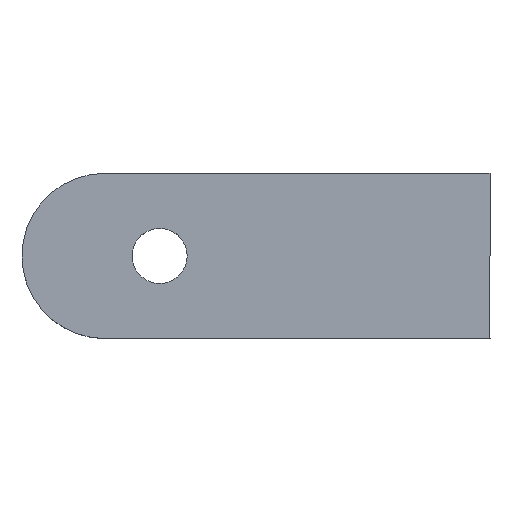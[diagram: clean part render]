
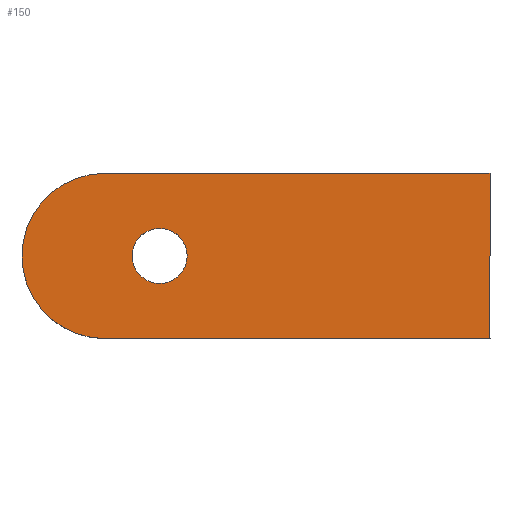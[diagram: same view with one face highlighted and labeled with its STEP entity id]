
A CAD part, top view. The second image highlights one B-rep face of the part: STEP entity #150.
In plain terms, the highlighted planar face has unit normal (0, 0, 1).
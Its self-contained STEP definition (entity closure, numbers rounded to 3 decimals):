
#2 = DIRECTION ( 'NONE',  ( 0., 0., 1. ) ) ;
#9 = EDGE_CURVE ( 'NONE', #270, #133, #292, .T. ) ;
#10 = VERTEX_POINT ( 'NONE', #290 ) ;
#24 = CIRCLE ( 'NONE', #87, 5. ) ;
#25 = EDGE_CURVE ( 'NONE', #198, #270, #240, .T. ) ;
#35 = CARTESIAN_POINT ( 'NONE',  ( -30., -15., 10. ) ) ;
#54 = CARTESIAN_POINT ( 'NONE',  ( -30., 0., 10. ) ) ;
#55 = DIRECTION ( 'NONE',  ( -1., 0., 0. ) ) ;
#58 = EDGE_CURVE ( 'NONE', #296, #184, #94, .T. ) ;
#63 = EDGE_CURVE ( 'NONE', #133, #296, #216, .T. ) ;
#64 = AXIS2_PLACEMENT_3D ( 'NONE', #275, #304, #206 ) ;
#72 = EDGE_CURVE ( 'NONE', #10, #215, #24, .T. ) ;
#77 = EDGE_CURVE ( 'NONE', #184, #198, #135, .T. ) ;
#83 = CARTESIAN_POINT ( 'NONE',  ( 40., 15., 10. ) ) ;
#86 = CARTESIAN_POINT ( 'NONE',  ( -30., 0., 10. ) ) ;
#87 = AXIS2_PLACEMENT_3D ( 'NONE', #164, #2, #167 ) ;
#93 = EDGE_LOOP ( 'NONE', ( #236, #288, #188, #293, #210 ) ) ;
#94 = LINE ( 'NONE', #145, #202 ) ;
#103 = ORIENTED_EDGE ( 'NONE', *, *, #72, .F. ) ;
#112 = PLANE ( 'NONE',  #132 ) ;
#118 = CARTESIAN_POINT ( 'NONE',  ( 40., -15., 10. ) ) ;
#123 = DIRECTION ( 'NONE',  ( 0., 1., 0. ) ) ;
#130 = AXIS2_PLACEMENT_3D ( 'NONE', #287, #265, #192 ) ;
#132 = AXIS2_PLACEMENT_3D ( 'NONE', #86, #156, #251 ) ;
#133 = VERTEX_POINT ( 'NONE', #297 ) ;
#135 = CIRCLE ( 'NONE', #263, 15. ) ;
#137 = CARTESIAN_POINT ( 'NONE',  ( -30., -15., 10. ) ) ;
#144 = VECTOR ( 'NONE', #189, 1000. ) ;
#145 = CARTESIAN_POINT ( 'NONE',  ( -30., 15., 10. ) ) ;
#147 = DIRECTION ( 'NONE',  ( 0., 0., 1. ) ) ;
#150 = ADVANCED_FACE ( 'NONE', ( #231, #259 ), #112, .T. ) ;
#151 = ORIENTED_EDGE ( 'NONE', *, *, #272, .F. ) ;
#156 = DIRECTION ( 'NONE',  ( 0., 0., 1. ) ) ;
#163 = CARTESIAN_POINT ( 'NONE',  ( -30., 15., 10. ) ) ;
#164 = CARTESIAN_POINT ( 'NONE',  ( -20., 0., 10. ) ) ;
#167 = DIRECTION ( 'NONE',  ( 1., 0., 0. ) ) ;
#175 = CIRCLE ( 'NONE', #64, 5. ) ;
#184 = VERTEX_POINT ( 'NONE', #163 ) ;
#188 = ORIENTED_EDGE ( 'NONE', *, *, #9, .T. ) ;
#189 = DIRECTION ( 'NONE',  ( 1., 0., 0. ) ) ;
#192 = DIRECTION ( 'NONE',  ( 1., 0., 0. ) ) ;
#198 = VERTEX_POINT ( 'NONE', #253 ) ;
#202 = VECTOR ( 'NONE', #55, 1000. ) ;
#206 = DIRECTION ( 'NONE',  ( 1., 0., 0. ) ) ;
#210 = ORIENTED_EDGE ( 'NONE', *, *, #58, .T. ) ;
#215 = VERTEX_POINT ( 'NONE', #227 ) ;
#216 = LINE ( 'NONE', #118, #234 ) ;
#227 = CARTESIAN_POINT ( 'NONE',  ( -15., 0., 10. ) ) ;
#231 = FACE_OUTER_BOUND ( 'NONE', #93, .T. ) ;
#234 = VECTOR ( 'NONE', #123, 1000. ) ;
#236 = ORIENTED_EDGE ( 'NONE', *, *, #77, .T. ) ;
#239 = DIRECTION ( 'NONE',  ( 1., 0., 0. ) ) ;
#240 = CIRCLE ( 'NONE', #130, 15. ) ;
#251 = DIRECTION ( 'NONE',  ( 1., 0., 0. ) ) ;
#253 = CARTESIAN_POINT ( 'NONE',  ( -45., 0., 10. ) ) ;
#259 = FACE_BOUND ( 'NONE', #271, .T. ) ;
#263 = AXIS2_PLACEMENT_3D ( 'NONE', #54, #147, #239 ) ;
#265 = DIRECTION ( 'NONE',  ( 0., 0., 1. ) ) ;
#270 = VERTEX_POINT ( 'NONE', #137 ) ;
#271 = EDGE_LOOP ( 'NONE', ( #103, #151 ) ) ;
#272 = EDGE_CURVE ( 'NONE', #215, #10, #175, .T. ) ;
#275 = CARTESIAN_POINT ( 'NONE',  ( -20., 0., 10. ) ) ;
#287 = CARTESIAN_POINT ( 'NONE',  ( -30., 0., 10. ) ) ;
#288 = ORIENTED_EDGE ( 'NONE', *, *, #25, .T. ) ;
#290 = CARTESIAN_POINT ( 'NONE',  ( -25., 0., 10. ) ) ;
#292 = LINE ( 'NONE', #35, #144 ) ;
#293 = ORIENTED_EDGE ( 'NONE', *, *, #63, .T. ) ;
#296 = VERTEX_POINT ( 'NONE', #83 ) ;
#297 = CARTESIAN_POINT ( 'NONE',  ( 40., -15., 10. ) ) ;
#304 = DIRECTION ( 'NONE',  ( 0., 0., 1. ) ) ;
